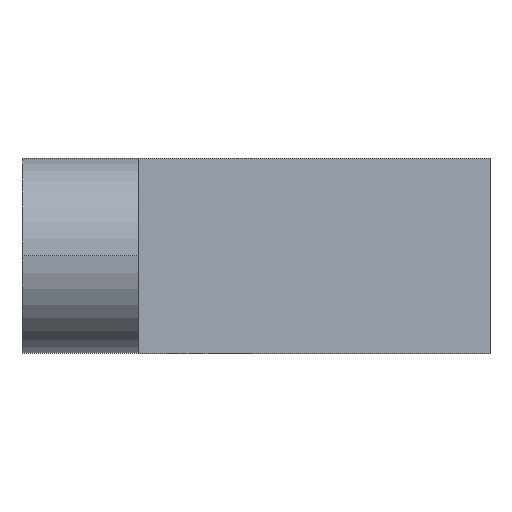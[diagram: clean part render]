
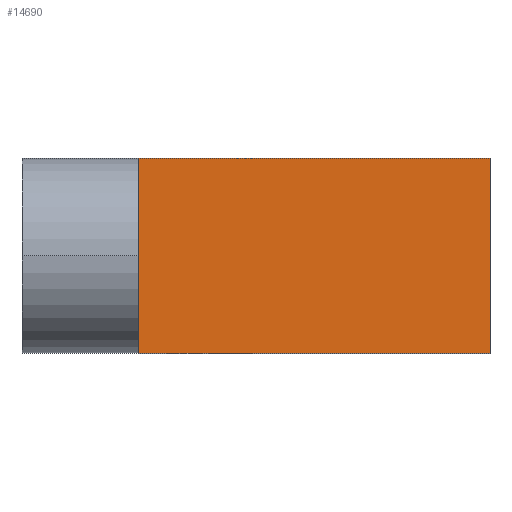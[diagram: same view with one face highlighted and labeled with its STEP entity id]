
A CAD part, top view. The second image highlights one B-rep face of the part: STEP entity #14690.
In plain terms, the highlighted planar face has unit normal (0, 0, 1).
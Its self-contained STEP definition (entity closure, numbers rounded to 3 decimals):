
#836 = ORIENTED_EDGE ( 'NONE', *, *, #13890, .T. ) ;
#1172 = VERTEX_POINT ( 'NONE', #12273 ) ;
#1241 = ORIENTED_EDGE ( 'NONE', *, *, #6367, .T. ) ;
#1435 = VERTEX_POINT ( 'NONE', #11698 ) ;
#1622 = LINE ( 'NONE', #10518, #8378 ) ;
#2299 = CARTESIAN_POINT ( 'NONE',  ( -3., 0., 5. ) ) ;
#2711 = DIRECTION ( 'NONE',  ( -1., 0., 0. ) ) ;
#4780 = DIRECTION ( 'NONE',  ( 0., -1., 0. ) ) ;
#5625 = VECTOR ( 'NONE', #4780, 1000. ) ;
#5788 = ORIENTED_EDGE ( 'NONE', *, *, #9419, .T. ) ;
#6321 = VERTEX_POINT ( 'NONE', #7112 ) ;
#6367 = EDGE_CURVE ( 'NONE', #11211, #8207, #15875, .T. ) ;
#6498 = CARTESIAN_POINT ( 'NONE',  ( -3., -2.5, 5. ) ) ;
#6618 = DIRECTION ( 'NONE',  ( 1., 0., 0. ) ) ;
#7112 = CARTESIAN_POINT ( 'NONE',  ( 6., -2.5, 5. ) ) ;
#7147 = EDGE_LOOP ( 'NONE', ( #11783, #1241, #836, #12284, #5788 ) ) ;
#7254 = DIRECTION ( 'NONE',  ( 0., 1., 0. ) ) ;
#7429 = VECTOR ( 'NONE', #7254, 1000. ) ;
#7541 = VECTOR ( 'NONE', #14729, 1000. ) ;
#8207 = VERTEX_POINT ( 'NONE', #6498 ) ;
#8370 = CARTESIAN_POINT ( 'NONE',  ( -3., 2.5, 5. ) ) ;
#8378 = VECTOR ( 'NONE', #6618, 1000. ) ;
#8416 = LINE ( 'NONE', #8496, #7429 ) ;
#8496 = CARTESIAN_POINT ( 'NONE',  ( 6., 2.5, 5. ) ) ;
#8840 = EDGE_CURVE ( 'NONE', #6321, #1172, #8416, .T. ) ;
#8895 = CARTESIAN_POINT ( 'NONE',  ( -3., 2.5, 5. ) ) ;
#8936 = FACE_OUTER_BOUND ( 'NONE', #7147, .T. ) ;
#9419 = EDGE_CURVE ( 'NONE', #1172, #1435, #11673, .T. ) ;
#10006 = DIRECTION ( 'NONE',  ( -1., 0., 0. ) ) ;
#10518 = CARTESIAN_POINT ( 'NONE',  ( 6., -2.5, 5. ) ) ;
#11165 = VECTOR ( 'NONE', #2711, 1000. ) ;
#11211 = VERTEX_POINT ( 'NONE', #2299 ) ;
#11328 = DIRECTION ( 'NONE',  ( 0., 0., -1. ) ) ;
#11434 = CARTESIAN_POINT ( 'NONE',  ( 6., 2.5, 5. ) ) ;
#11673 = LINE ( 'NONE', #11434, #11165 ) ;
#11698 = CARTESIAN_POINT ( 'NONE',  ( -3., 2.5, 5. ) ) ;
#11783 = ORIENTED_EDGE ( 'NONE', *, *, #12281, .T. ) ;
#12273 = CARTESIAN_POINT ( 'NONE',  ( 6., 2.5, 5. ) ) ;
#12281 = EDGE_CURVE ( 'NONE', #1435, #11211, #14802, .T. ) ;
#12284 = ORIENTED_EDGE ( 'NONE', *, *, #8840, .T. ) ;
#13890 = EDGE_CURVE ( 'NONE', #8207, #6321, #1622, .T. ) ;
#14387 = AXIS2_PLACEMENT_3D ( 'NONE', #15075, #11328, #10006 ) ;
#14690 = ADVANCED_FACE ( 'NONE', ( #8936 ), #16172, .F. ) ;
#14729 = DIRECTION ( 'NONE',  ( 0., -1., 0. ) ) ;
#14802 = LINE ( 'NONE', #8895, #7541 ) ;
#15075 = CARTESIAN_POINT ( 'NONE',  ( 0., 0., 5. ) ) ;
#15875 = LINE ( 'NONE', #8370, #5625 ) ;
#16172 = PLANE ( 'NONE',  #14387 ) ;
